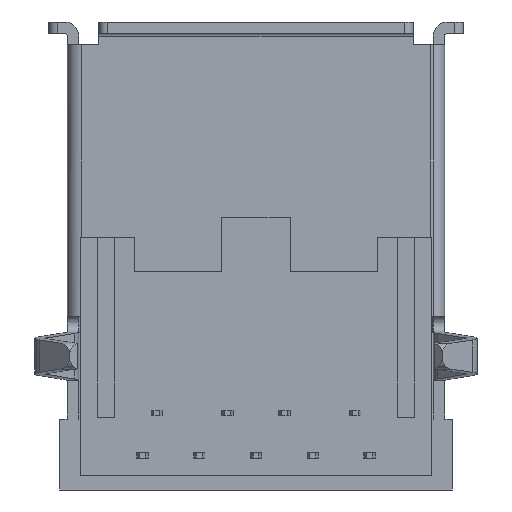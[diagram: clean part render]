
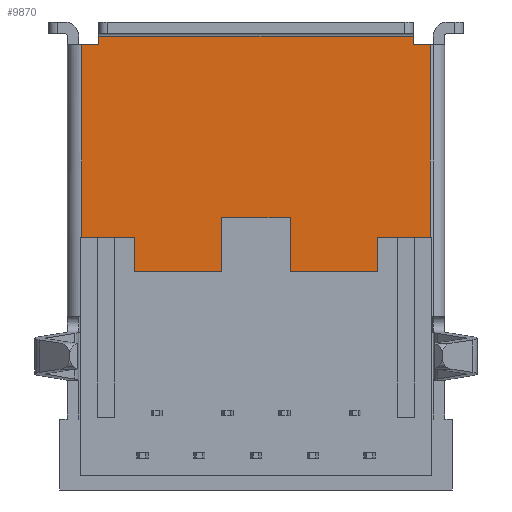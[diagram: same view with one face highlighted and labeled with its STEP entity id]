
A CAD part, front view. The second image highlights one B-rep face of the part: STEP entity #9870.
In plain terms, the highlighted planar face has unit normal (0, -1, 0).
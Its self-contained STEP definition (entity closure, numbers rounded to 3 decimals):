
#143 = EDGE_CURVE ( 'NONE', #5318, #6034, #7237, .T. ) ;
#160 = VECTOR ( 'NONE', #4989, 1000. ) ;
#162 = DIRECTION ( 'NONE',  ( 0., 0., -1. ) ) ;
#213 = AXIS2_PLACEMENT_3D ( 'NONE', #4775, #5713, #162 ) ;
#412 = CARTESIAN_POINT ( 'NONE',  ( -6.15, 0.59, -17.6 ) ) ;
#459 = ORIENTED_EDGE ( 'NONE', *, *, #8326, .T. ) ;
#1279 = CARTESIAN_POINT ( 'NONE',  ( 6.15, 0.59, -17.6 ) ) ;
#1293 = VERTEX_POINT ( 'NONE', #10705 ) ;
#1353 = ORIENTED_EDGE ( 'NONE', *, *, #6715, .F. ) ;
#1690 = LINE ( 'NONE', #11185, #4150 ) ;
#2200 = ORIENTED_EDGE ( 'NONE', *, *, #143, .T. ) ;
#2507 = CARTESIAN_POINT ( 'NONE',  ( 5.55, 0.59, -0.8 ) ) ;
#2938 = EDGE_CURVE ( 'NONE', #9086, #1293, #5104, .T. ) ;
#3130 = CARTESIAN_POINT ( 'NONE',  ( 6.15, 0.59, -10.38 ) ) ;
#3460 = CARTESIAN_POINT ( 'NONE',  ( -6.15, 0.59, -0.8 ) ) ;
#3780 = EDGE_CURVE ( 'NONE', #6755, #9832, #6104, .T. ) ;
#3898 = CARTESIAN_POINT ( 'NONE',  ( -5.55, 0.59, -17.6 ) ) ;
#4071 = VECTOR ( 'NONE', #11934, 1000. ) ;
#4150 = VECTOR ( 'NONE', #4658, 1000. ) ;
#4428 = DIRECTION ( 'NONE',  ( 1., 0., 0. ) ) ;
#4644 = CARTESIAN_POINT ( 'NONE',  ( -6.15, 0.59, -10.38 ) ) ;
#4646 = EDGE_CURVE ( 'NONE', #10377, #6603, #12016, .T. ) ;
#4658 = DIRECTION ( 'NONE',  ( -1., 0., 0. ) ) ;
#4775 = CARTESIAN_POINT ( 'NONE',  ( -5.55, 0.59, -17.6 ) ) ;
#4848 = ORIENTED_EDGE ( 'NONE', *, *, #7617, .F. ) ;
#4863 = VECTOR ( 'NONE', #6901, 1000. ) ;
#4925 = VECTOR ( 'NONE', #9708, 1000. ) ;
#4989 = DIRECTION ( 'NONE',  ( 0., 0., 1. ) ) ;
#5104 = LINE ( 'NONE', #1279, #160 ) ;
#5171 = LINE ( 'NONE', #9087, #11733 ) ;
#5235 = LINE ( 'NONE', #8786, #4925 ) ;
#5261 = PLANE ( 'NONE',  #213 ) ;
#5318 = VERTEX_POINT ( 'NONE', #7173 ) ;
#5679 = CARTESIAN_POINT ( 'NONE',  ( 5.55, 0.59, -0.5 ) ) ;
#5713 = DIRECTION ( 'NONE',  ( 0., 1., 0. ) ) ;
#5925 = EDGE_LOOP ( 'NONE', ( #6217, #9234, #459, #2200, #4848, #8206, #1353, #8588 ) ) ;
#6034 = VERTEX_POINT ( 'NONE', #9104 ) ;
#6104 = LINE ( 'NONE', #11048, #10793 ) ;
#6217 = ORIENTED_EDGE ( 'NONE', *, *, #11272, .F. ) ;
#6603 = VERTEX_POINT ( 'NONE', #3460 ) ;
#6715 = EDGE_CURVE ( 'NONE', #9086, #10377, #1690, .T. ) ;
#6732 = FACE_OUTER_BOUND ( 'NONE', #5925, .T. ) ;
#6755 = VERTEX_POINT ( 'NONE', #5679 ) ;
#6838 = LINE ( 'NONE', #11019, #4071 ) ;
#6901 = DIRECTION ( 'NONE',  ( 0., 0., 1. ) ) ;
#7173 = CARTESIAN_POINT ( 'NONE',  ( -5.55, 0.59, -0.5 ) ) ;
#7237 = LINE ( 'NONE', #3898, #9417 ) ;
#7617 = EDGE_CURVE ( 'NONE', #6603, #6034, #5171, .T. ) ;
#8206 = ORIENTED_EDGE ( 'NONE', *, *, #4646, .F. ) ;
#8326 = EDGE_CURVE ( 'NONE', #6755, #5318, #6838, .T. ) ;
#8588 = ORIENTED_EDGE ( 'NONE', *, *, #2938, .T. ) ;
#8786 = CARTESIAN_POINT ( 'NONE',  ( -5.55, 0.59, -0.8 ) ) ;
#9086 = VERTEX_POINT ( 'NONE', #3130 ) ;
#9087 = CARTESIAN_POINT ( 'NONE',  ( -5.55, 0.59, -0.8 ) ) ;
#9104 = CARTESIAN_POINT ( 'NONE',  ( -5.55, 0.59, -0.8 ) ) ;
#9234 = ORIENTED_EDGE ( 'NONE', *, *, #3780, .F. ) ;
#9417 = VECTOR ( 'NONE', #11295, 1000. ) ;
#9708 = DIRECTION ( 'NONE',  ( 1., 0., 0. ) ) ;
#9832 = VERTEX_POINT ( 'NONE', #2507 ) ;
#9870 = ADVANCED_FACE ( 'NONE', ( #6732 ), #5261, .F. ) ;
#10377 = VERTEX_POINT ( 'NONE', #4644 ) ;
#10705 = CARTESIAN_POINT ( 'NONE',  ( 6.15, 0.59, -0.8 ) ) ;
#10793 = VECTOR ( 'NONE', #11967, 1000. ) ;
#11019 = CARTESIAN_POINT ( 'NONE',  ( 8., 0.59, -0.5 ) ) ;
#11048 = CARTESIAN_POINT ( 'NONE',  ( 5.55, 0.59, -17.6 ) ) ;
#11185 = CARTESIAN_POINT ( 'NONE',  ( 8., 0.59, -10.38 ) ) ;
#11272 = EDGE_CURVE ( 'NONE', #9832, #1293, #5235, .T. ) ;
#11295 = DIRECTION ( 'NONE',  ( 0., 0., -1. ) ) ;
#11733 = VECTOR ( 'NONE', #4428, 1000. ) ;
#11934 = DIRECTION ( 'NONE',  ( -1., 0., 0. ) ) ;
#11967 = DIRECTION ( 'NONE',  ( 0., 0., -1. ) ) ;
#12016 = LINE ( 'NONE', #412, #4863 ) ;
